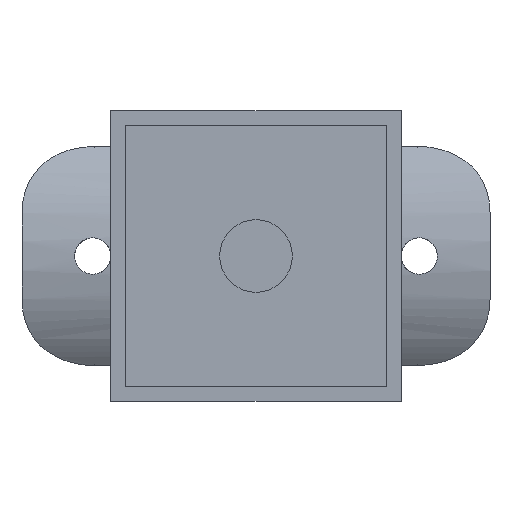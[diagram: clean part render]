
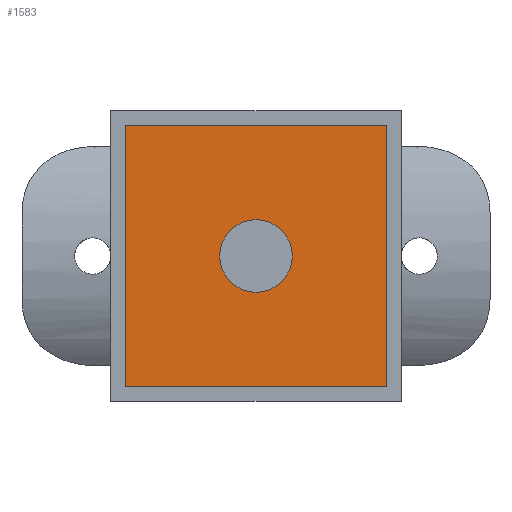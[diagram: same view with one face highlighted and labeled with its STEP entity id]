
A CAD part, front view. The second image highlights one B-rep face of the part: STEP entity #1583.
In plain terms, the highlighted planar face has unit normal (0, -1, 0).
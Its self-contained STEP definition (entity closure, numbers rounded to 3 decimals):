
#73 = FACE_BOUND ( 'NONE', #1001, .T. ) ;
#81 = EDGE_LOOP ( 'NONE', ( #486, #313, #1907, #160 ) ) ;
#105 = AXIS2_PLACEMENT_3D ( 'NONE', #1635, #1626, #1010 ) ;
#160 = ORIENTED_EDGE ( 'NONE', *, *, #686, .T. ) ;
#172 = CARTESIAN_POINT ( 'NONE',  ( -18., -25., -18. ) ) ;
#175 = CARTESIAN_POINT ( 'NONE',  ( 0., -25., 0. ) ) ;
#205 = LINE ( 'NONE', #977, #1789 ) ;
#221 = VERTEX_POINT ( 'NONE', #1909 ) ;
#244 = ORIENTED_EDGE ( 'NONE', *, *, #452, .F. ) ;
#288 = DIRECTION ( 'NONE',  ( 0., -1., 0. ) ) ;
#313 = ORIENTED_EDGE ( 'NONE', *, *, #817, .T. ) ;
#314 = VECTOR ( 'NONE', #1281, 1000. ) ;
#362 = AXIS2_PLACEMENT_3D ( 'NONE', #175, #657, #812 ) ;
#404 = DIRECTION ( 'NONE',  ( -1., 0., 0. ) ) ;
#443 = VECTOR ( 'NONE', #1763, 1000. ) ;
#452 = EDGE_CURVE ( 'NONE', #1480, #2033, #510, .T. ) ;
#486 = ORIENTED_EDGE ( 'NONE', *, *, #2028, .T. ) ;
#492 = CARTESIAN_POINT ( 'NONE',  ( 0., -25., 5. ) ) ;
#510 = CIRCLE ( 'NONE', #105, 5. ) ;
#545 = VERTEX_POINT ( 'NONE', #911 ) ;
#555 = CARTESIAN_POINT ( 'NONE',  ( 0., -25., 0. ) ) ;
#623 = CIRCLE ( 'NONE', #362, 5. ) ;
#650 = LINE ( 'NONE', #1122, #443 ) ;
#657 = DIRECTION ( 'NONE',  ( 0., -1., 0. ) ) ;
#683 = CARTESIAN_POINT ( 'NONE',  ( -18., -25., 18. ) ) ;
#686 = EDGE_CURVE ( 'NONE', #221, #545, #1436, .T. ) ;
#762 = VERTEX_POINT ( 'NONE', #683 ) ;
#812 = DIRECTION ( 'NONE',  ( 0., 0., -1. ) ) ;
#817 = EDGE_CURVE ( 'NONE', #1659, #762, #1682, .T. ) ;
#842 = DIRECTION ( 'NONE',  ( 0., 0., 1. ) ) ;
#911 = CARTESIAN_POINT ( 'NONE',  ( 18., -25., -18. ) ) ;
#977 = CARTESIAN_POINT ( 'NONE',  ( 18., -25., -18. ) ) ;
#1001 = EDGE_LOOP ( 'NONE', ( #1724, #244 ) ) ;
#1010 = DIRECTION ( 'NONE',  ( 0., 0., -1. ) ) ;
#1122 = CARTESIAN_POINT ( 'NONE',  ( -18., -25., 18. ) ) ;
#1137 = CARTESIAN_POINT ( 'NONE',  ( 0., -25., -5. ) ) ;
#1214 = CARTESIAN_POINT ( 'NONE',  ( 18., -25., 18. ) ) ;
#1281 = DIRECTION ( 'NONE',  ( 1., 0., 0. ) ) ;
#1308 = EDGE_CURVE ( 'NONE', #762, #221, #650, .T. ) ;
#1329 = AXIS2_PLACEMENT_3D ( 'NONE', #555, #288, #1714 ) ;
#1341 = FACE_OUTER_BOUND ( 'NONE', #81, .T. ) ;
#1436 = LINE ( 'NONE', #172, #314 ) ;
#1480 = VERTEX_POINT ( 'NONE', #492 ) ;
#1583 = ADVANCED_FACE ( 'NONE', ( #73, #1341 ), #1973, .T. ) ;
#1626 = DIRECTION ( 'NONE',  ( 0., -1., 0. ) ) ;
#1635 = CARTESIAN_POINT ( 'NONE',  ( 0., -25., 0. ) ) ;
#1659 = VERTEX_POINT ( 'NONE', #1734 ) ;
#1682 = LINE ( 'NONE', #1214, #1862 ) ;
#1714 = DIRECTION ( 'NONE',  ( 0., 0., -1. ) ) ;
#1724 = ORIENTED_EDGE ( 'NONE', *, *, #1896, .F. ) ;
#1734 = CARTESIAN_POINT ( 'NONE',  ( 18., -25., 18. ) ) ;
#1763 = DIRECTION ( 'NONE',  ( 0., 0., -1. ) ) ;
#1789 = VECTOR ( 'NONE', #842, 1000. ) ;
#1862 = VECTOR ( 'NONE', #404, 1000. ) ;
#1896 = EDGE_CURVE ( 'NONE', #2033, #1480, #623, .T. ) ;
#1907 = ORIENTED_EDGE ( 'NONE', *, *, #1308, .T. ) ;
#1909 = CARTESIAN_POINT ( 'NONE',  ( -18., -25., -18. ) ) ;
#1973 = PLANE ( 'NONE',  #1329 ) ;
#2028 = EDGE_CURVE ( 'NONE', #545, #1659, #205, .T. ) ;
#2033 = VERTEX_POINT ( 'NONE', #1137 ) ;
